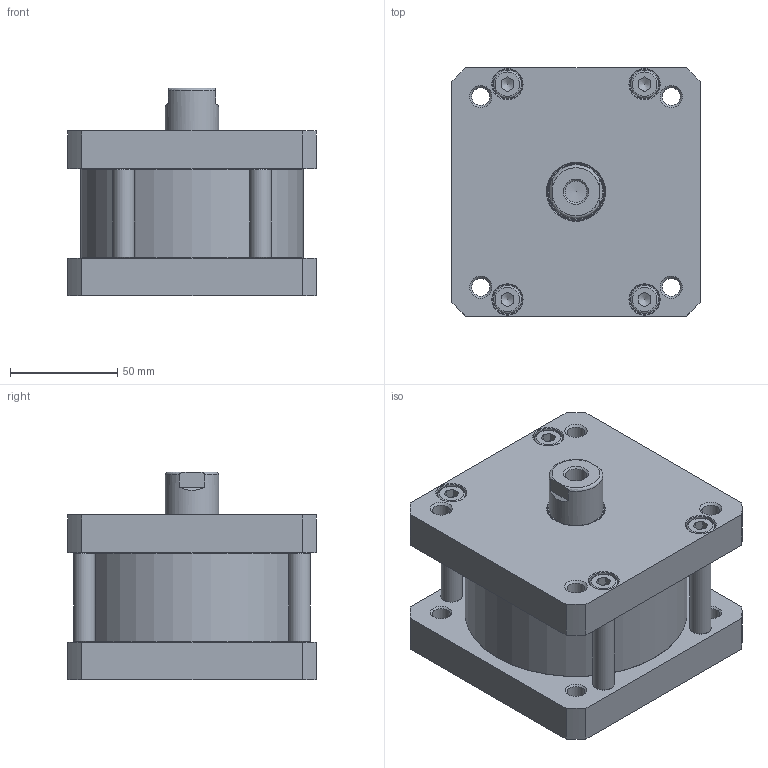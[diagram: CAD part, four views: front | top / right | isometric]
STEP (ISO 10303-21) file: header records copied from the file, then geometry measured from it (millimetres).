
FILE_DESCRIPTION((''),'2;1');
FILE_NAME('XSEM100.010.GS.F.stp','2014-05-21T08:27:57',('carlo.corazza'),(''),'Autodesk Inventor 2012','Autodesk Inventor 2012','');
FILE_SCHEMA(('AUTOMOTIVE_DESIGN { 1 0 10303 214 1 1 1 1 }'));
Length unit declared in the file: millimetre
Products named in the file (6): XSEM100..GS.F; CORPO-010; STELO-010; TA; TIRANTE-010; TP
Assembly tree (8 placements, depth 2):
  XSEM100..GS.F
    CORPO-010
    STELO-010
    TA
    TIRANTE-010  x4
    TP
Bounding box: 116 x 116 x 97 mm (x, y, z)
Volume: 507601.9 mm3; surface area: 123323.8 mm2
Topology: 8 solids, 17 shells, 269 faces, 599 edges, 371 vertices
Faces by surface type: plane 103, cone 88, cylinder 65, torus 13
Full cylindrical faces by diameter (mm): 6 x2, 6.647 x8, 8.376 x8, 8.566 x2, 8.9 x8, 10 x4, 10.106 x1, 13 x8, 14 x8, 25 x1, 25.6 x1, 26.9 x1, 28 x1, 29.8 x1, 30 x1, 100 x1, 104 x1
Entity records: 6268 total; most frequent: CARTESIAN_POINT 1196, DIRECTION 996, ORIENTED_EDGE 744, AXIS2_PLACEMENT_3D 430, EDGE_LOOP 416, EDGE_CURVE 372, VERTEX_POINT 302, STYLED_ITEM 241
